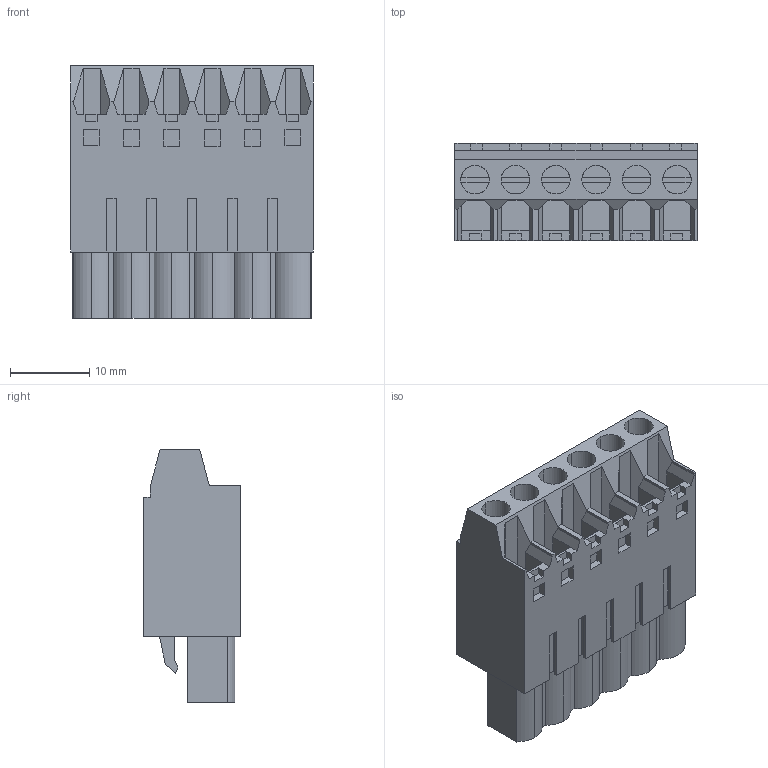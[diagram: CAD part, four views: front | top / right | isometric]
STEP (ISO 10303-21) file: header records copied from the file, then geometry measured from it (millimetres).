
FILE_DESCRIPTION(('CATIA V5 STEP Exchange','CAx-IF Rec.Pracs.--- Model Styling and Organization---1.4--- 2014-01-23'),'2;1');
FILE_NAME ('D1490266_0_1499910000_1499910000.stp','2021-06-18T12:53:41+00:00',('none'),('Weidmueller'),'CATIA Version 5-6 Release 2016 SP3 HF44','CATIA V5 STEP AP214','none');
FILE_SCHEMA(('AUTOMOTIVE_DESIGN { 1 0 10303 214 1 1 1 1 }'));
Length unit declared in the file: millimetre
Products named in the file (1): 1499910000
Bounding box: 30.48 x 12.2 x 31.8 mm (x, y, z)
Volume: 7784.4 mm3; surface area: 5110.7 mm2
Topology: 7 solids, 7 shells, 475 faces, 1263 edges, 831 vertices
Faces by surface type: plane 426, cylinder 49
Entity records: 14225 total; most frequent: ORIENTED_EDGE 2526, CARTESIAN_POINT 2521, DIRECTION 1898, EDGE_CURVE 1263, VECTOR 1135, LINE 1135, VERTEX_POINT 831, EDGE_LOOP 504
